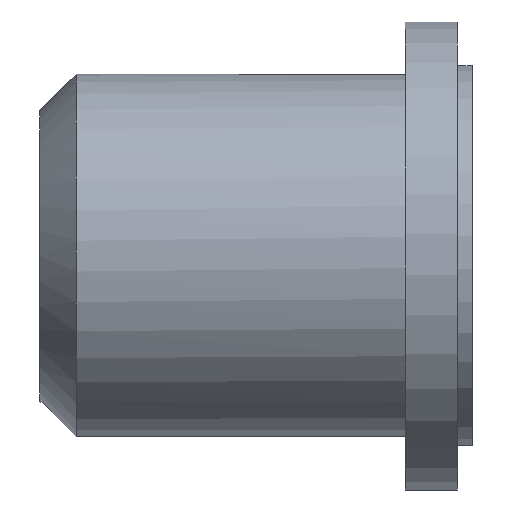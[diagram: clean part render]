
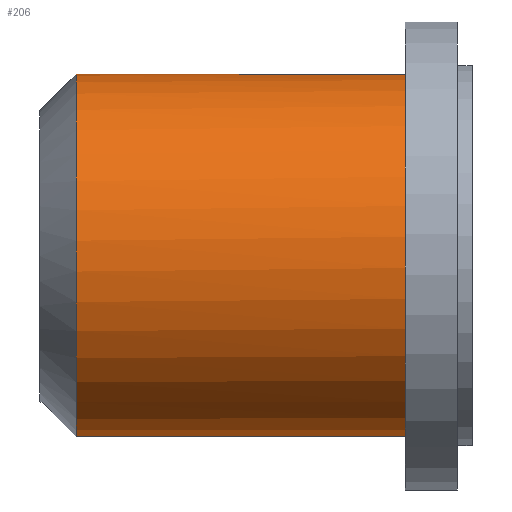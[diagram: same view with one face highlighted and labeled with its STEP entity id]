
A CAD part, left-side view. The second image highlights one B-rep face of the part: STEP entity #206.
In plain terms, the highlighted cylindrical face has radius 3.099 mm (diameter 6.198 mm), a partial arc.
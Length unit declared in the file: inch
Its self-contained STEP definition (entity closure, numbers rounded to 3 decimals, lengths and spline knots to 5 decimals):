
#19=CYLINDRICAL_SURFACE($,#227,0.122);
#33=FACE_OUTER_BOUND($,#47,.T.);
#47=EDGE_LOOP($,(#174,#175,#176,#177));
#57=CIRCLE($,#225,0.122);
#59=CIRCLE($,#228,0.122);
#67=LINE($,#319,#82);
#75=LINE($,#335,#90);
#82=VECTOR($,#254,0.2206);
#90=VECTOR($,#264,0.2206);
#100=VERTEX_POINT($,#314);
#101=VERTEX_POINT($,#318);
#107=VERTEX_POINT($,#332);
#108=VERTEX_POINT($,#334);
#120=EDGE_CURVE($,#101,#100,#67,.T.);
#128=EDGE_CURVE($,#108,#107,#75,.T.);
#133=EDGE_CURVE($,#100,#108,#57,.T.);
#135=EDGE_CURVE($,#101,#107,#59,.T.);
#174=ORIENTED_EDGE($,*,*,#128,.T.);
#175=ORIENTED_EDGE($,*,*,#135,.F.);
#176=ORIENTED_EDGE($,*,*,#120,.T.);
#177=ORIENTED_EDGE($,*,*,#133,.T.);
#206=ADVANCED_FACE($,(#33),#19,.T.);
#225=AXIS2_PLACEMENT_3D($,#348,#274,#275);
#227=AXIS2_PLACEMENT_3D($,#351,#278,#279);
#228=AXIS2_PLACEMENT_3D($,#352,#280,#281);
#254=DIRECTION($,(0.,1.,0.));
#264=DIRECTION($,(0.,-1.,0.));
#274=DIRECTION('center_axis',(0.,-1.,0.));
#275=DIRECTION('ref_axis',(1.,0.,0.));
#278=DIRECTION('center_axis',(0.,-1.,0.));
#279=DIRECTION('ref_axis',(1.,0.,0.));
#280=DIRECTION('center_axis',(0.,-1.,0.));
#281=DIRECTION('ref_axis',(1.,0.,0.));
#314=CARTESIAN_POINT('',(0.0155,0.2756,-0.12101));
#318=CARTESIAN_POINT('',(0.0155,0.055,-0.12101));
#319=CARTESIAN_POINT($,(0.0155,0.1653,-0.12101));
#332=CARTESIAN_POINT('',(-0.0155,0.055,-0.12101));
#334=CARTESIAN_POINT('',(-0.0155,0.2756,-0.12101));
#335=CARTESIAN_POINT($,(-0.0155,0.1653,-0.12101));
#348=CARTESIAN_POINT('Origin',(0.,0.2756,0.));
#351=CARTESIAN_POINT('Origin',(0.,0.1653,0.));
#352=CARTESIAN_POINT('Origin',(0.,0.055,0.));
